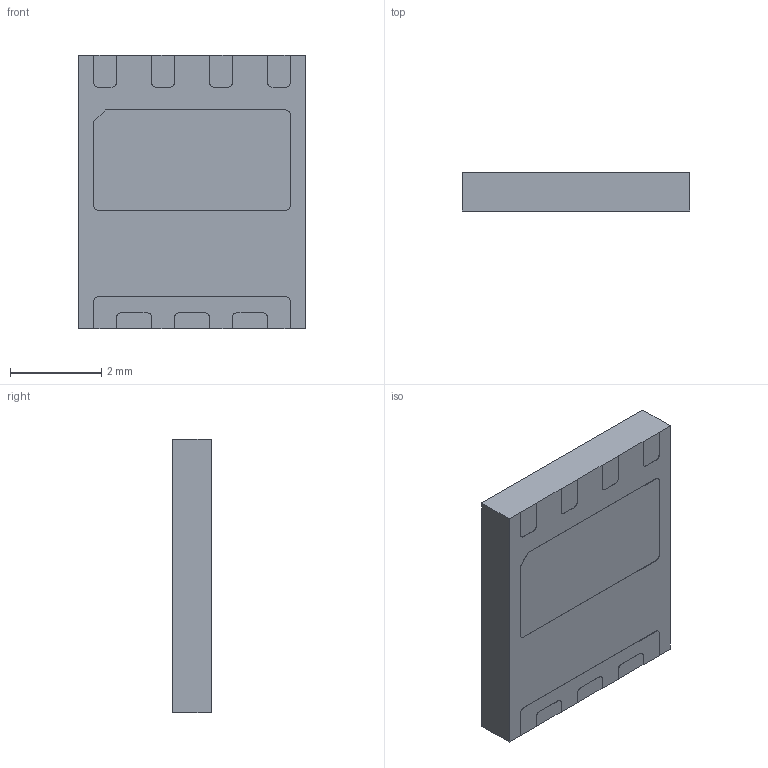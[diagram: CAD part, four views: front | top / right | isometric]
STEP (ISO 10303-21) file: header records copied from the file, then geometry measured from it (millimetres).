
FILE_DESCRIPTION(/* description */ (''),/* implementation_level */ '2;1');
FILE_NAME(/* name */ 'GS-065-004-1-L v01 v1.step',/* time_stamp */ '2018-12-12T14:39:13-05:00',/* author */ ('cmmacneil'),/* organization */ (''),/* preprocessor_version */ 'ST-DEVELOPER v17.2',/* originating_system */ 'Autodesk Translation Framework v7.6.0.251',/* authorisation */ '');
FILE_SCHEMA (('AUTOMOTIVE_DESIGN { 1 0 10303 214 3 1 1 }'));
Length unit declared in the file: millimetre
Products named in the file (1): GS-065-004-1-L v01
Bounding box: 5 x 0.85 x 6 mm (x, y, z)
Volume: 25.6 mm3; surface area: 78.9 mm2
Topology: 1 solids, 1 shells, 65 faces, 183 edges, 122 vertices
Faces by surface type: plane 45, cylinder 20
Full cylindrical faces by diameter (mm): 1 x1
Entity records: 2130 total; most frequent: CARTESIAN_POINT 371, ORIENTED_EDGE 366, DIRECTION 355, EDGE_CURVE 183, LINE 143, VECTOR 143, VERTEX_POINT 122, AXIS2_PLACEMENT_3D 106
